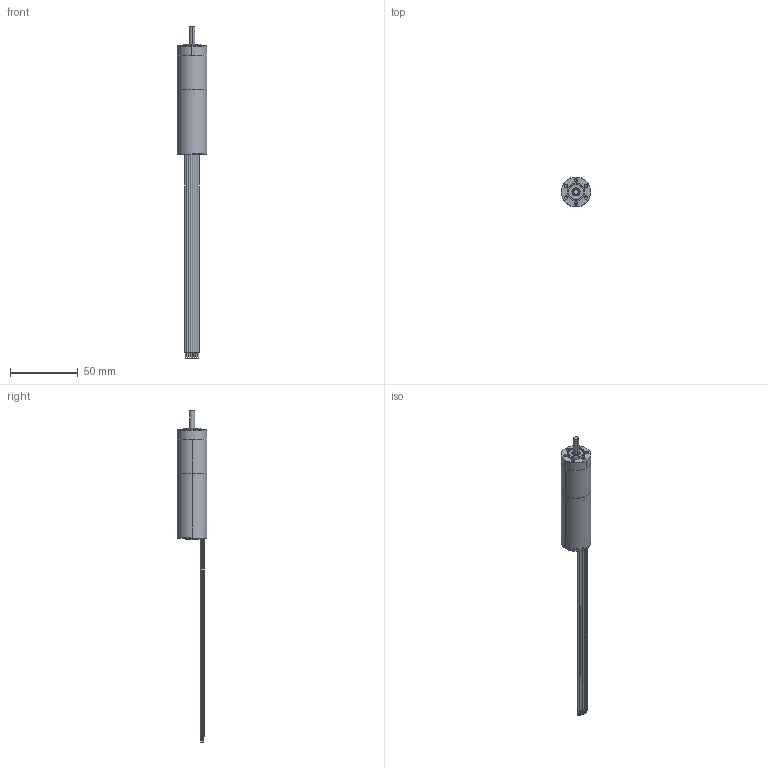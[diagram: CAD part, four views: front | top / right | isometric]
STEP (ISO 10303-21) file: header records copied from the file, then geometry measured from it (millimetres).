
FILE_DESCRIPTION((''),'2;1');
FILE_NAME('4611180002019_SW0001','2023-06-28T18:19:46',('ms27786'),(''),'CREO PARAMETRIC BY PTC INC, 2018100','CREO PARAMETRIC BY PTC INC, 2018100','');
FILE_SCHEMA(('CONFIG_CONTROL_DESIGN'));
Length unit declared in the file: millimetre
Products named in the file (1): 4611180002019_SW0001
Bounding box: 22 x 22 x 245.3 mm (x, y, z)
Volume: 13826.2 mm3; surface area: 21398.3 mm2
Topology: 9 solids, 11 shells, 849 faces, 2228 edges, 1434 vertices
Faces by surface type: cylinder 331, cone 186, plane 144, extrusion 114, torus 48, bspline 26
Entity records: 29720 total; most frequent: CARTESIAN_POINT 9086, ORIENTED_EDGE 4416, DIRECTION 4163, EDGE_CURVE 2208, AXIS2_PLACEMENT_3D 1650, VERTEX_POINT 1432, CIRCLE 943, EDGE_LOOP 910
